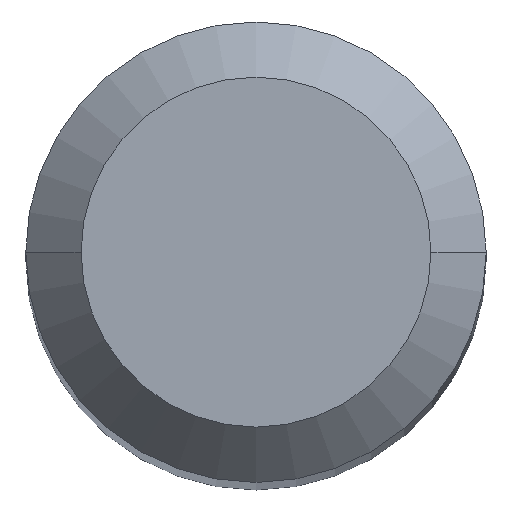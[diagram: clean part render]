
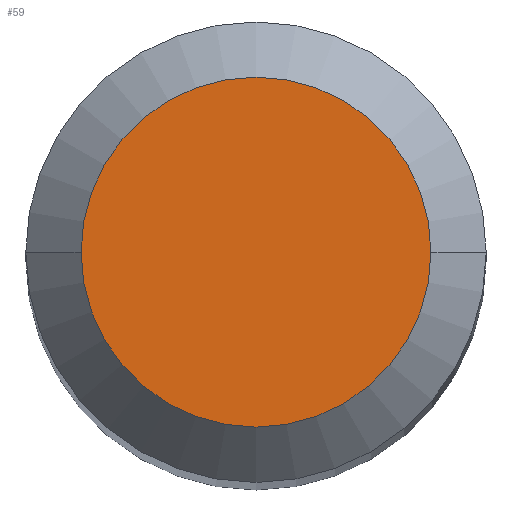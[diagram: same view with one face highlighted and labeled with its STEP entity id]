
A CAD part, top view. The second image highlights one B-rep face of the part: STEP entity #59.
In plain terms, the highlighted planar face has unit normal (0, 0, 1).
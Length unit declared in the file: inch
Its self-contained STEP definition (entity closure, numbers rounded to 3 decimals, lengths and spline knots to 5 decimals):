
#27 = EDGE_LOOP ( 'NONE', ( #159, #295 ) ) ;
#34 = DIRECTION ( 'NONE',  ( 0., 0., 1. ) ) ;
#35 = AXIS2_PLACEMENT_3D ( 'NONE', #134, #53, #163 ) ;
#45 = DIRECTION ( 'NONE',  ( 0., 0., 1. ) ) ;
#53 = DIRECTION ( 'NONE',  ( 0., 0., 1. ) ) ;
#56 = CIRCLE ( 'NONE', #257, 0.0475 ) ;
#59 = ADVANCED_FACE ( 'NONE', ( #305 ), #114, .T. ) ;
#91 = DIRECTION ( 'NONE',  ( 1., 0., 0. ) ) ;
#100 = CARTESIAN_POINT ( 'NONE',  ( 0.0475, 0., 1.5 ) ) ;
#114 = PLANE ( 'NONE',  #251 ) ;
#117 = CARTESIAN_POINT ( 'NONE',  ( -0.0475, 0., 1.5 ) ) ;
#120 = EDGE_CURVE ( 'NONE', #293, #200, #162, .T. ) ;
#134 = CARTESIAN_POINT ( 'NONE',  ( 0., 0., 1.5 ) ) ;
#159 = ORIENTED_EDGE ( 'NONE', *, *, #120, .T. ) ;
#162 = CIRCLE ( 'NONE', #35, 0.0475 ) ;
#163 = DIRECTION ( 'NONE',  ( 1., 0., 0. ) ) ;
#200 = VERTEX_POINT ( 'NONE', #100 ) ;
#204 = CARTESIAN_POINT ( 'NONE',  ( 0., 0., 1.5 ) ) ;
#236 = EDGE_CURVE ( 'NONE', #200, #293, #56, .T. ) ;
#237 = DIRECTION ( 'NONE',  ( 1., 0., 0. ) ) ;
#251 = AXIS2_PLACEMENT_3D ( 'NONE', #285, #34, #237 ) ;
#257 = AXIS2_PLACEMENT_3D ( 'NONE', #204, #45, #91 ) ;
#285 = CARTESIAN_POINT ( 'NONE',  ( 0., 0., 1.5 ) ) ;
#293 = VERTEX_POINT ( 'NONE', #117 ) ;
#295 = ORIENTED_EDGE ( 'NONE', *, *, #236, .T. ) ;
#305 = FACE_OUTER_BOUND ( 'NONE', #27, .T. ) ;
